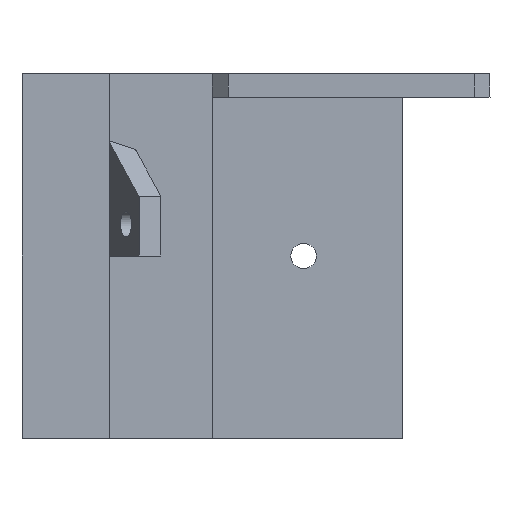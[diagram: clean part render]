
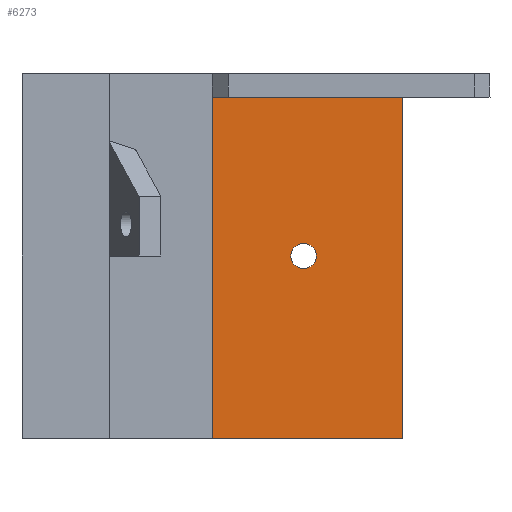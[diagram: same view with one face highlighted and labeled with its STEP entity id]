
A CAD part, front view. The second image highlights one B-rep face of the part: STEP entity #6273.
In plain terms, the highlighted planar face has unit normal (0, -1, 0).
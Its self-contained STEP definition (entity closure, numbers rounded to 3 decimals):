
#126 = PLANE('',#127);
#127 = AXIS2_PLACEMENT_3D('',#128,#129,#130);
#128 = CARTESIAN_POINT('',(24.768,-9.494,
    0.));
#129 = DIRECTION('',(0.,0.,-1.));
#130 = DIRECTION('',(-1.,0.,0.));
#848 = PLANE('',#849);
#849 = AXIS2_PLACEMENT_3D('',#850,#851,#852);
#850 = CARTESIAN_POINT('',(27.,-19.,43.));
#851 = DIRECTION('',(0.,0.,1.));
#852 = DIRECTION('',(1.,0.,0.));
#1045 = VERTEX_POINT('',#1046);
#1046 = CARTESIAN_POINT('',(51.,-19.,43.));
#1060 = PLANE('',#1061);
#1061 = AXIS2_PLACEMENT_3D('',#1062,#1063,#1064);
#1062 = CARTESIAN_POINT('',(51.,-19.,0.));
#1063 = DIRECTION('',(1.,0.,0.));
#1064 = DIRECTION('',(0.,-1.,0.));
#1739 = VERTEX_POINT('',#1740);
#1740 = CARTESIAN_POINT('',(51.,-19.,0.));
#1763 = EDGE_CURVE('',#1739,#1045,#1764,.T.);
#1764 = SURFACE_CURVE('',#1765,(#1769,#1776),.PCURVE_S1.);
#1765 = LINE('',#1766,#1767);
#1766 = CARTESIAN_POINT('',(51.,-19.,0.));
#1767 = VECTOR('',#1768,1.);
#1768 = DIRECTION('',(0.,0.,1.));
#1769 = PCURVE('',#1060,#1770);
#1770 = DEFINITIONAL_REPRESENTATION('',(#1771),#1775);
#1771 = LINE('',#1772,#1773);
#1772 = CARTESIAN_POINT('',(-0.,0.));
#1773 = VECTOR('',#1774,1.);
#1774 = DIRECTION('',(-0.,-1.));
#1775 = ( GEOMETRIC_REPRESENTATION_CONTEXT(2) 
PARAMETRIC_REPRESENTATION_CONTEXT() REPRESENTATION_CONTEXT('2D SPACE',''
  ) );
#1776 = PCURVE('',#1777,#1782);
#1777 = PLANE('',#1778);
#1778 = AXIS2_PLACEMENT_3D('',#1779,#1780,#1781);
#1779 = CARTESIAN_POINT('',(27.,-19.,0.));
#1780 = DIRECTION('',(-0.,-1.,-0.));
#1781 = DIRECTION('',(-1.,0.,0.));
#1782 = DEFINITIONAL_REPRESENTATION('',(#1783),#1787);
#1783 = LINE('',#1784,#1785);
#1784 = CARTESIAN_POINT('',(-24.,0.));
#1785 = VECTOR('',#1786,1.);
#1786 = DIRECTION('',(-0.,-1.));
#1787 = ( GEOMETRIC_REPRESENTATION_CONTEXT(2) 
PARAMETRIC_REPRESENTATION_CONTEXT() REPRESENTATION_CONTEXT('2D SPACE',''
  ) );
#1961 = EDGE_CURVE('',#1962,#1045,#1964,.T.);
#1962 = VERTEX_POINT('',#1963);
#1963 = CARTESIAN_POINT('',(27.,-19.,43.));
#1964 = SURFACE_CURVE('',#1965,(#1969,#1976),.PCURVE_S1.);
#1965 = LINE('',#1966,#1967);
#1966 = CARTESIAN_POINT('',(27.,-19.,43.));
#1967 = VECTOR('',#1968,1.);
#1968 = DIRECTION('',(1.,0.,0.));
#1969 = PCURVE('',#848,#1970);
#1970 = DEFINITIONAL_REPRESENTATION('',(#1971),#1975);
#1971 = LINE('',#1972,#1973);
#1972 = CARTESIAN_POINT('',(0.,0.));
#1973 = VECTOR('',#1974,1.);
#1974 = DIRECTION('',(1.,0.));
#1975 = ( GEOMETRIC_REPRESENTATION_CONTEXT(2) 
PARAMETRIC_REPRESENTATION_CONTEXT() REPRESENTATION_CONTEXT('2D SPACE',''
  ) );
#1976 = PCURVE('',#1777,#1977);
#1977 = DEFINITIONAL_REPRESENTATION('',(#1978),#1982);
#1978 = LINE('',#1979,#1980);
#1979 = CARTESIAN_POINT('',(0.,-43.));
#1980 = VECTOR('',#1981,1.);
#1981 = DIRECTION('',(-1.,0.));
#1982 = ( GEOMETRIC_REPRESENTATION_CONTEXT(2) 
PARAMETRIC_REPRESENTATION_CONTEXT() REPRESENTATION_CONTEXT('2D SPACE',''
  ) );
#1999 = PLANE('',#2000);
#2000 = AXIS2_PLACEMENT_3D('',#2001,#2002,#2003);
#2001 = CARTESIAN_POINT('',(27.,-34.,0.));
#2002 = DIRECTION('',(1.,0.,0.));
#2003 = DIRECTION('',(0.,-1.,0.));
#5395 = CYLINDRICAL_SURFACE('',#5396,1.6);
#5396 = AXIS2_PLACEMENT_3D('',#5397,#5398,#5399);
#5397 = CARTESIAN_POINT('',(38.5,-7.,23.));
#5398 = DIRECTION('',(0.,1.,0.));
#5399 = DIRECTION('',(-1.,0.,0.));
#6273 = ADVANCED_FACE('',(#6274,#6326),#1777,.T.);
#6274 = FACE_BOUND('',#6275,.F.);
#6275 = EDGE_LOOP('',(#6276,#6303));
#6276 = ORIENTED_EDGE('',*,*,#6277,.F.);
#6277 = EDGE_CURVE('',#6278,#6280,#6282,.T.);
#6278 = VERTEX_POINT('',#6279);
#6279 = CARTESIAN_POINT('',(36.9,-19.,23.));
#6280 = VERTEX_POINT('',#6281);
#6281 = CARTESIAN_POINT('',(40.1,-19.,23.));
#6282 = SURFACE_CURVE('',#6283,(#6288,#6297),.PCURVE_S1.);
#6283 = CIRCLE('',#6284,1.6);
#6284 = AXIS2_PLACEMENT_3D('',#6285,#6286,#6287);
#6285 = CARTESIAN_POINT('',(38.5,-19.,23.));
#6286 = DIRECTION('',(0.,1.,0.));
#6287 = DIRECTION('',(-1.,0.,0.));
#6288 = PCURVE('',#1777,#6289);
#6289 = DEFINITIONAL_REPRESENTATION('',(#6290),#6296);
#6290 = ( BOUNDED_CURVE() B_SPLINE_CURVE(2,(#6291,#6292,#6293,#6294,
#6295),.UNSPECIFIED.,.F.,.F.) B_SPLINE_CURVE_WITH_KNOTS((3,2,3),(0.,
1.571,3.142),.PIECEWISE_BEZIER_KNOTS.) CURVE() 
GEOMETRIC_REPRESENTATION_ITEM() RATIONAL_B_SPLINE_CURVE((1.,
0.707,1.,0.707,1.)) REPRESENTATION_ITEM('') );
#6291 = CARTESIAN_POINT('',(-9.9,-23.));
#6292 = CARTESIAN_POINT('',(-9.9,-24.6));
#6293 = CARTESIAN_POINT('',(-11.5,-24.6));
#6294 = CARTESIAN_POINT('',(-13.1,-24.6));
#6295 = CARTESIAN_POINT('',(-13.1,-23.));
#6296 = ( GEOMETRIC_REPRESENTATION_CONTEXT(2) 
PARAMETRIC_REPRESENTATION_CONTEXT() REPRESENTATION_CONTEXT('2D SPACE',''
  ) );
#6297 = PCURVE('',#5395,#6298);
#6298 = DEFINITIONAL_REPRESENTATION('',(#6299),#6302);
#6299 = B_SPLINE_CURVE_WITH_KNOTS('',1,(#6300,#6301),.UNSPECIFIED.,.F.,
  .F.,(2,2),(0.,3.142),.PIECEWISE_BEZIER_KNOTS.);
#6300 = CARTESIAN_POINT('',(0.,-12.));
#6301 = CARTESIAN_POINT('',(3.142,-12.));
#6302 = ( GEOMETRIC_REPRESENTATION_CONTEXT(2) 
PARAMETRIC_REPRESENTATION_CONTEXT() REPRESENTATION_CONTEXT('2D SPACE',''
  ) );
#6303 = ORIENTED_EDGE('',*,*,#6304,.F.);
#6304 = EDGE_CURVE('',#6280,#6278,#6305,.T.);
#6305 = SURFACE_CURVE('',#6306,(#6311,#6320),.PCURVE_S1.);
#6306 = CIRCLE('',#6307,1.6);
#6307 = AXIS2_PLACEMENT_3D('',#6308,#6309,#6310);
#6308 = CARTESIAN_POINT('',(38.5,-19.,23.));
#6309 = DIRECTION('',(0.,1.,0.));
#6310 = DIRECTION('',(-1.,0.,0.));
#6311 = PCURVE('',#1777,#6312);
#6312 = DEFINITIONAL_REPRESENTATION('',(#6313),#6319);
#6313 = ( BOUNDED_CURVE() B_SPLINE_CURVE(2,(#6314,#6315,#6316,#6317,
#6318),.UNSPECIFIED.,.F.,.F.) B_SPLINE_CURVE_WITH_KNOTS((3,2,3),(
    3.142,4.712,6.283),
.PIECEWISE_BEZIER_KNOTS.) CURVE() GEOMETRIC_REPRESENTATION_ITEM() 
RATIONAL_B_SPLINE_CURVE((1.,0.707,1.,0.707,1.)) 
REPRESENTATION_ITEM('') );
#6314 = CARTESIAN_POINT('',(-13.1,-23.));
#6315 = CARTESIAN_POINT('',(-13.1,-21.4));
#6316 = CARTESIAN_POINT('',(-11.5,-21.4));
#6317 = CARTESIAN_POINT('',(-9.9,-21.4));
#6318 = CARTESIAN_POINT('',(-9.9,-23.));
#6319 = ( GEOMETRIC_REPRESENTATION_CONTEXT(2) 
PARAMETRIC_REPRESENTATION_CONTEXT() REPRESENTATION_CONTEXT('2D SPACE',''
  ) );
#6320 = PCURVE('',#5395,#6321);
#6321 = DEFINITIONAL_REPRESENTATION('',(#6322),#6325);
#6322 = B_SPLINE_CURVE_WITH_KNOTS('',1,(#6323,#6324),.UNSPECIFIED.,.F.,
  .F.,(2,2),(3.142,6.283),.PIECEWISE_BEZIER_KNOTS.);
#6323 = CARTESIAN_POINT('',(3.142,-12.));
#6324 = CARTESIAN_POINT('',(6.283,-12.));
#6325 = ( GEOMETRIC_REPRESENTATION_CONTEXT(2) 
PARAMETRIC_REPRESENTATION_CONTEXT() REPRESENTATION_CONTEXT('2D SPACE',''
  ) );
#6326 = FACE_BOUND('',#6327,.F.);
#6327 = EDGE_LOOP('',(#6328,#6351,#6372,#6373));
#6328 = ORIENTED_EDGE('',*,*,#6329,.F.);
#6329 = EDGE_CURVE('',#6330,#1739,#6332,.T.);
#6330 = VERTEX_POINT('',#6331);
#6331 = CARTESIAN_POINT('',(27.,-19.,0.));
#6332 = SURFACE_CURVE('',#6333,(#6337,#6344),.PCURVE_S1.);
#6333 = LINE('',#6334,#6335);
#6334 = CARTESIAN_POINT('',(27.,-19.,0.));
#6335 = VECTOR('',#6336,1.);
#6336 = DIRECTION('',(1.,0.,0.));
#6337 = PCURVE('',#1777,#6338);
#6338 = DEFINITIONAL_REPRESENTATION('',(#6339),#6343);
#6339 = LINE('',#6340,#6341);
#6340 = CARTESIAN_POINT('',(-0.,-0.));
#6341 = VECTOR('',#6342,1.);
#6342 = DIRECTION('',(-1.,0.));
#6343 = ( GEOMETRIC_REPRESENTATION_CONTEXT(2) 
PARAMETRIC_REPRESENTATION_CONTEXT() REPRESENTATION_CONTEXT('2D SPACE',''
  ) );
#6344 = PCURVE('',#126,#6345);
#6345 = DEFINITIONAL_REPRESENTATION('',(#6346),#6350);
#6346 = LINE('',#6347,#6348);
#6347 = CARTESIAN_POINT('',(-2.232,-9.506));
#6348 = VECTOR('',#6349,1.);
#6349 = DIRECTION('',(-1.,0.));
#6350 = ( GEOMETRIC_REPRESENTATION_CONTEXT(2) 
PARAMETRIC_REPRESENTATION_CONTEXT() REPRESENTATION_CONTEXT('2D SPACE',''
  ) );
#6351 = ORIENTED_EDGE('',*,*,#6352,.T.);
#6352 = EDGE_CURVE('',#6330,#1962,#6353,.T.);
#6353 = SURFACE_CURVE('',#6354,(#6358,#6365),.PCURVE_S1.);
#6354 = LINE('',#6355,#6356);
#6355 = CARTESIAN_POINT('',(27.,-19.,0.));
#6356 = VECTOR('',#6357,1.);
#6357 = DIRECTION('',(0.,0.,1.));
#6358 = PCURVE('',#1777,#6359);
#6359 = DEFINITIONAL_REPRESENTATION('',(#6360),#6364);
#6360 = LINE('',#6361,#6362);
#6361 = CARTESIAN_POINT('',(-0.,-0.));
#6362 = VECTOR('',#6363,1.);
#6363 = DIRECTION('',(-0.,-1.));
#6364 = ( GEOMETRIC_REPRESENTATION_CONTEXT(2) 
PARAMETRIC_REPRESENTATION_CONTEXT() REPRESENTATION_CONTEXT('2D SPACE',''
  ) );
#6365 = PCURVE('',#1999,#6366);
#6366 = DEFINITIONAL_REPRESENTATION('',(#6367),#6371);
#6367 = LINE('',#6368,#6369);
#6368 = CARTESIAN_POINT('',(-15.,0.));
#6369 = VECTOR('',#6370,1.);
#6370 = DIRECTION('',(-0.,-1.));
#6371 = ( GEOMETRIC_REPRESENTATION_CONTEXT(2) 
PARAMETRIC_REPRESENTATION_CONTEXT() REPRESENTATION_CONTEXT('2D SPACE',''
  ) );
#6372 = ORIENTED_EDGE('',*,*,#1961,.T.);
#6373 = ORIENTED_EDGE('',*,*,#1763,.F.);
